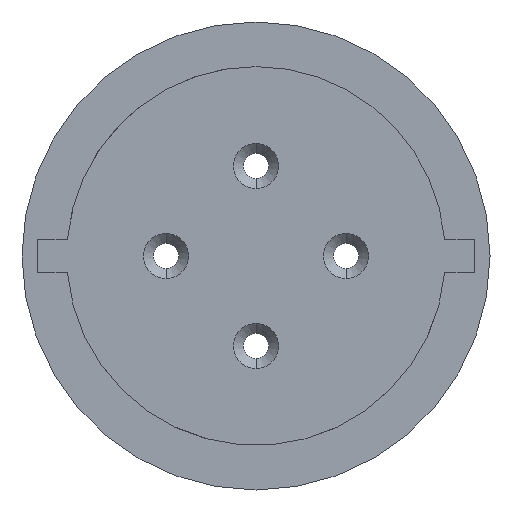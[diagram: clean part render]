
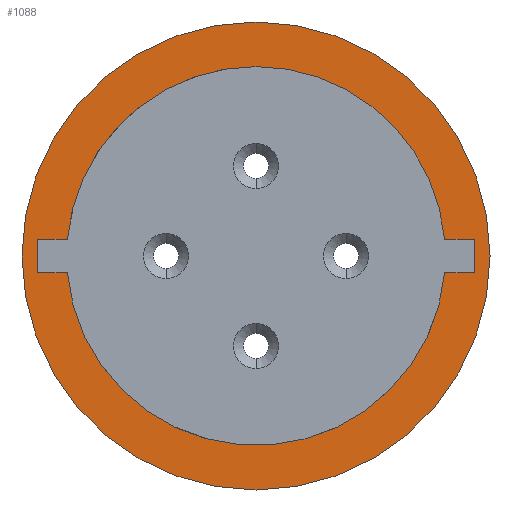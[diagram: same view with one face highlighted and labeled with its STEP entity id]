
A CAD part, front view. The second image highlights one B-rep face of the part: STEP entity #1088.
In plain terms, the highlighted planar face has unit normal (0, -1, 0).
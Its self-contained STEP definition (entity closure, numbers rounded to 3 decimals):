
#22 = CARTESIAN_POINT ( 'NONE',  ( -52.398, 3., 4.6 ) ) ;
#37 = CARTESIAN_POINT ( 'NONE',  ( 0., 3., 52.6 ) ) ;
#39 = VECTOR ( 'NONE', #998, 1000. ) ;
#44 = EDGE_CURVE ( 'NONE', #256, #382, #1070, .T. ) ;
#53 = ORIENTED_EDGE ( 'NONE', *, *, #368, .T. ) ;
#75 = CARTESIAN_POINT ( 'NONE',  ( 0., 3., 65. ) ) ;
#91 = DIRECTION ( 'NONE',  ( 0., 0., -1. ) ) ;
#110 = CIRCLE ( 'NONE', #933, 52.6 ) ;
#115 = VERTEX_POINT ( 'NONE', #536 ) ;
#117 = VERTEX_POINT ( 'NONE', #523 ) ;
#119 = DIRECTION ( 'NONE',  ( 0., 0., 1. ) ) ;
#151 = ORIENTED_EDGE ( 'NONE', *, *, #988, .F. ) ;
#154 = ORIENTED_EDGE ( 'NONE', *, *, #683, .F. ) ;
#166 = LINE ( 'NONE', #887, #1141 ) ;
#181 = EDGE_CURVE ( 'NONE', #117, #300, #166, .T. ) ;
#186 = FACE_OUTER_BOUND ( 'NONE', #739, .T. ) ;
#195 = ORIENTED_EDGE ( 'NONE', *, *, #408, .F. ) ;
#196 = CIRCLE ( 'NONE', #532, 52.6 ) ;
#198 = CIRCLE ( 'NONE', #893, 65. ) ;
#203 = DIRECTION ( 'NONE',  ( 0., -1., 0. ) ) ;
#210 = ORIENTED_EDGE ( 'NONE', *, *, #330, .F. ) ;
#222 = CARTESIAN_POINT ( 'NONE',  ( 0., 3., -65. ) ) ;
#256 = VERTEX_POINT ( 'NONE', #37 ) ;
#269 = CIRCLE ( 'NONE', #638, 65. ) ;
#287 = AXIS2_PLACEMENT_3D ( 'NONE', #873, #203, #119 ) ;
#289 = DIRECTION ( 'NONE',  ( 0., 0., -1. ) ) ;
#300 = VERTEX_POINT ( 'NONE', #385 ) ;
#316 = CARTESIAN_POINT ( 'NONE',  ( 0., 3., 0. ) ) ;
#317 = DIRECTION ( 'NONE',  ( 0., -1., 0. ) ) ;
#330 = EDGE_CURVE ( 'NONE', #382, #117, #744, .T. ) ;
#347 = CARTESIAN_POINT ( 'NONE',  ( 60.7, 3., 4.6 ) ) ;
#352 = EDGE_CURVE ( 'NONE', #869, #617, #269, .T. ) ;
#363 = DIRECTION ( 'NONE',  ( 1., 0., 0. ) ) ;
#365 = AXIS2_PLACEMENT_3D ( 'NONE', #1027, #749, #91 ) ;
#368 = EDGE_CURVE ( 'NONE', #617, #869, #198, .T. ) ;
#372 = DIRECTION ( 'NONE',  ( 0., 0., -1. ) ) ;
#375 = CARTESIAN_POINT ( 'NONE',  ( 0., 3., 0. ) ) ;
#382 = VERTEX_POINT ( 'NONE', #940 ) ;
#385 = CARTESIAN_POINT ( 'NONE',  ( -60.7, 3., -4.6 ) ) ;
#400 = DIRECTION ( 'NONE',  ( 0., -1., 0. ) ) ;
#404 = CARTESIAN_POINT ( 'NONE',  ( 0., 3., 0. ) ) ;
#408 = EDGE_CURVE ( 'NONE', #572, #1214, #904, .T. ) ;
#415 = ORIENTED_EDGE ( 'NONE', *, *, #181, .F. ) ;
#434 = VECTOR ( 'NONE', #363, 1000. ) ;
#449 = DIRECTION ( 'NONE',  ( 0., 0., 1. ) ) ;
#473 = DIRECTION ( 'NONE',  ( 0., -1., 0. ) ) ;
#482 = EDGE_CURVE ( 'NONE', #723, #572, #845, .T. ) ;
#484 = DIRECTION ( 'NONE',  ( -1., 0., 0. ) ) ;
#511 = ORIENTED_EDGE ( 'NONE', *, *, #352, .T. ) ;
#523 = CARTESIAN_POINT ( 'NONE',  ( -60.7, 3., 4.6 ) ) ;
#527 = CARTESIAN_POINT ( 'NONE',  ( -60.7, 3., -4.6 ) ) ;
#532 = AXIS2_PLACEMENT_3D ( 'NONE', #404, #317, #979 ) ;
#533 = LINE ( 'NONE', #527, #39 ) ;
#536 = CARTESIAN_POINT ( 'NONE',  ( -52.398, 3., -4.6 ) ) ;
#540 = CARTESIAN_POINT ( 'NONE',  ( 52.398, 3., -4.6 ) ) ;
#572 = VERTEX_POINT ( 'NONE', #347 ) ;
#574 = ORIENTED_EDGE ( 'NONE', *, *, #482, .F. ) ;
#598 = DIRECTION ( 'NONE',  ( 0., 0., -1. ) ) ;
#617 = VERTEX_POINT ( 'NONE', #75 ) ;
#638 = AXIS2_PLACEMENT_3D ( 'NONE', #375, #949, #289 ) ;
#642 = DIRECTION ( 'NONE',  ( -1., 0., 0. ) ) ;
#648 = VECTOR ( 'NONE', #642, 1000. ) ;
#653 = CARTESIAN_POINT ( 'NONE',  ( 52.398, 3., 4.6 ) ) ;
#683 = EDGE_CURVE ( 'NONE', #115, #910, #110, .T. ) ;
#723 = VERTEX_POINT ( 'NONE', #801 ) ;
#739 = EDGE_LOOP ( 'NONE', ( #511, #53 ) ) ;
#744 = LINE ( 'NONE', #22, #1028 ) ;
#749 = DIRECTION ( 'NONE',  ( 0., -1., 0. ) ) ;
#776 = CARTESIAN_POINT ( 'NONE',  ( 60.7, 3., -4.6 ) ) ;
#778 = ORIENTED_EDGE ( 'NONE', *, *, #1075, .F. ) ;
#801 = CARTESIAN_POINT ( 'NONE',  ( 60.7, 3., -4.6 ) ) ;
#822 = EDGE_CURVE ( 'NONE', #1214, #256, #196, .T. ) ;
#826 = ORIENTED_EDGE ( 'NONE', *, *, #822, .F. ) ;
#845 = LINE ( 'NONE', #1121, #1067 ) ;
#869 = VERTEX_POINT ( 'NONE', #222 ) ;
#873 = CARTESIAN_POINT ( 'NONE',  ( 0., 3., 0. ) ) ;
#874 = PLANE ( 'NONE',  #365 ) ;
#887 = CARTESIAN_POINT ( 'NONE',  ( -60.7, 3., 4.6 ) ) ;
#893 = AXIS2_PLACEMENT_3D ( 'NONE', #1135, #473, #372 ) ;
#900 = ORIENTED_EDGE ( 'NONE', *, *, #44, .F. ) ;
#904 = LINE ( 'NONE', #1045, #648 ) ;
#910 = VERTEX_POINT ( 'NONE', #540 ) ;
#933 = AXIS2_PLACEMENT_3D ( 'NONE', #316, #400, #978 ) ;
#940 = CARTESIAN_POINT ( 'NONE',  ( -52.398, 3., 4.6 ) ) ;
#942 = LINE ( 'NONE', #776, #434 ) ;
#949 = DIRECTION ( 'NONE',  ( 0., -1., 0. ) ) ;
#972 = FACE_BOUND ( 'NONE', #1212, .T. ) ;
#978 = DIRECTION ( 'NONE',  ( 0., 0., -1. ) ) ;
#979 = DIRECTION ( 'NONE',  ( 0., 0., 1. ) ) ;
#988 = EDGE_CURVE ( 'NONE', #300, #115, #533, .T. ) ;
#998 = DIRECTION ( 'NONE',  ( 1., 0., 0. ) ) ;
#1027 = CARTESIAN_POINT ( 'NONE',  ( 0., 3., 0. ) ) ;
#1028 = VECTOR ( 'NONE', #484, 1000. ) ;
#1045 = CARTESIAN_POINT ( 'NONE',  ( 52.398, 3., 4.6 ) ) ;
#1067 = VECTOR ( 'NONE', #449, 1000. ) ;
#1070 = CIRCLE ( 'NONE', #287, 52.6 ) ;
#1075 = EDGE_CURVE ( 'NONE', #910, #723, #942, .T. ) ;
#1088 = ADVANCED_FACE ( 'NONE', ( #972, #186 ), #874, .T. ) ;
#1121 = CARTESIAN_POINT ( 'NONE',  ( 60.7, 3., 4.6 ) ) ;
#1135 = CARTESIAN_POINT ( 'NONE',  ( 0., 3., 0. ) ) ;
#1141 = VECTOR ( 'NONE', #598, 1000. ) ;
#1212 = EDGE_LOOP ( 'NONE', ( #195, #574, #778, #154, #151, #415, #210, #900, #826 ) ) ;
#1214 = VERTEX_POINT ( 'NONE', #653 ) ;
